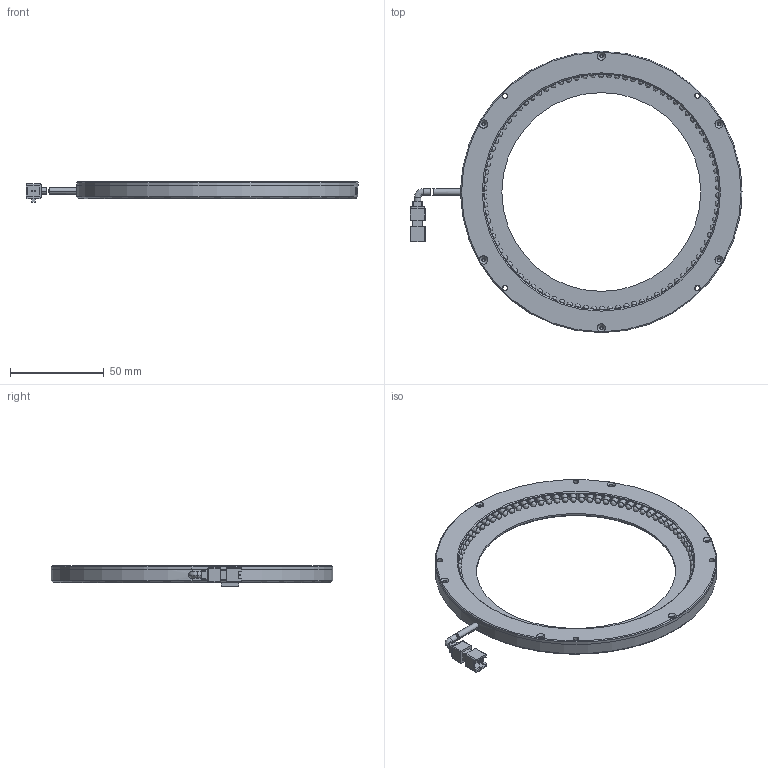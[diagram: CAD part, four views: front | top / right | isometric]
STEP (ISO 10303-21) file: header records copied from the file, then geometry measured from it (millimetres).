
FILE_DESCRIPTION (( 'STEP AP214' ), '1' );
FILE_NAME ('660027-B.STEP', '2019-04-02T02:10:04', ( 'user' ), ( '微软中国' ), 'SwSTEP 2.0', 'SolidWorks 2016', '' );
FILE_SCHEMA (( 'AUTOMOTIVE_DESIGN' ));
Length unit declared in the file: millimetre
Products named in the file (1): 660027-B
Bounding box: 177 x 150 x 11 mm (x, y, z)
Volume: 41227.6 mm3; surface area: 51985.8 mm2
Topology: 95 solids, 95 shells, 1781 faces, 4128 edges, 2645 vertices
Faces by surface type: plane 1163, cylinder 492, bspline 94, cone 32
Entity records: 71356 total; most frequent: CARTESIAN_POINT 10608, DIRECTION 8249, ORIENTED_EDGE 7872, EDGE_CURVE 3936, VECTOR 2853, LINE 2853, AXIS2_PLACEMENT_3D 2698, VERTEX_POINT 2645
